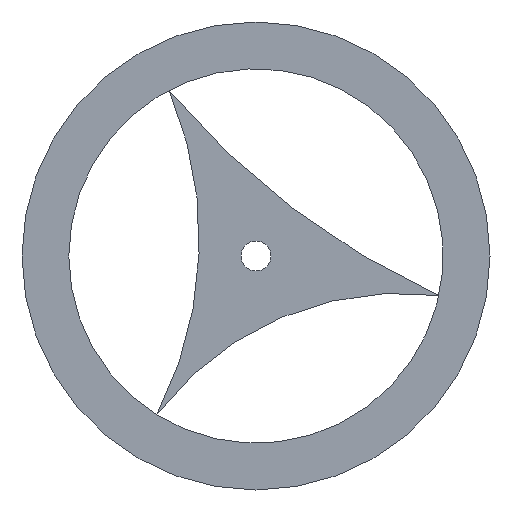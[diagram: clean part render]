
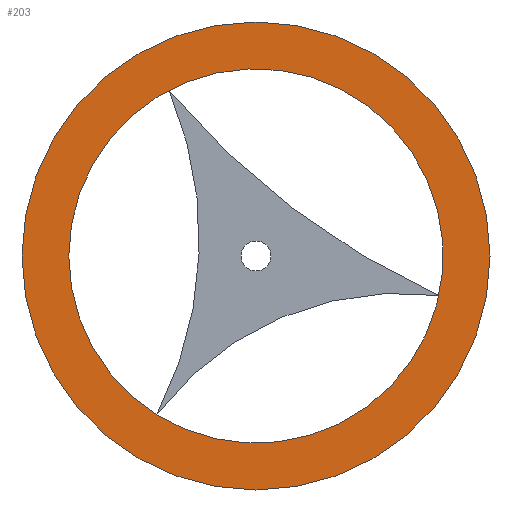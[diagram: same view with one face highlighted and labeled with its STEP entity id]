
A CAD part, front view. The second image highlights one B-rep face of the part: STEP entity #203.
In plain terms, the highlighted planar face has unit normal (0, -1, 0).
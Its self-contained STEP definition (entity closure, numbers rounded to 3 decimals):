
#51=FACE_BOUND('',#79,.T.);
#62=FACE_OUTER_BOUND('',#78,.T.);
#78=EDGE_LOOP('',(#186));
#79=EDGE_LOOP('',(#187,#188));
#89=CIRCLE('',#235,25.);
#92=CIRCLE('',#240,31.25);
#93=CIRCLE('',#242,25.);
#103=VERTEX_POINT('',#336);
#107=VERTEX_POINT('',#344);
#109=VERTEX_POINT('',#352);
#131=EDGE_CURVE('',#103,#107,#89,.T.);
#135=EDGE_CURVE('',#109,#109,#92,.T.);
#136=EDGE_CURVE('',#107,#103,#93,.T.);
#186=ORIENTED_EDGE('',*,*,#135,.T.);
#187=ORIENTED_EDGE('',*,*,#136,.T.);
#188=ORIENTED_EDGE('',*,*,#131,.T.);
#192=PLANE('',#243);
#203=ADVANCED_FACE('',(#62,#51),#192,.F.);
#235=AXIS2_PLACEMENT_3D('',#346,#286,#287);
#240=AXIS2_PLACEMENT_3D('',#354,#297,#298);
#242=AXIS2_PLACEMENT_3D('',#356,#301,#302);
#243=AXIS2_PLACEMENT_3D('',#363,#305,#306);
#286=DIRECTION('center_axis',(0.,1.,0.));
#287=DIRECTION('ref_axis',(1.,0.,0.));
#297=DIRECTION('center_axis',(0.,-1.,0.));
#298=DIRECTION('ref_axis',(1.,0.,0.));
#301=DIRECTION('center_axis',(0.,1.,0.));
#302=DIRECTION('ref_axis',(1.,0.,0.));
#305=DIRECTION('center_axis',(0.,1.,0.));
#306=DIRECTION('ref_axis',(1.,0.,0.));
#336=CARTESIAN_POINT('',(-7.,-7.5,-21.2));
#344=CARTESIAN_POINT('',(-18.75,-7.5,0.));
#346=CARTESIAN_POINT('Origin',(6.25,-7.5,0.));
#352=CARTESIAN_POINT('',(-25.,-7.5,0.));
#354=CARTESIAN_POINT('Origin',(6.25,-7.5,0.));
#356=CARTESIAN_POINT('Origin',(6.25,-7.5,0.));
#363=CARTESIAN_POINT('Origin',(6.25,-7.5,0.));
